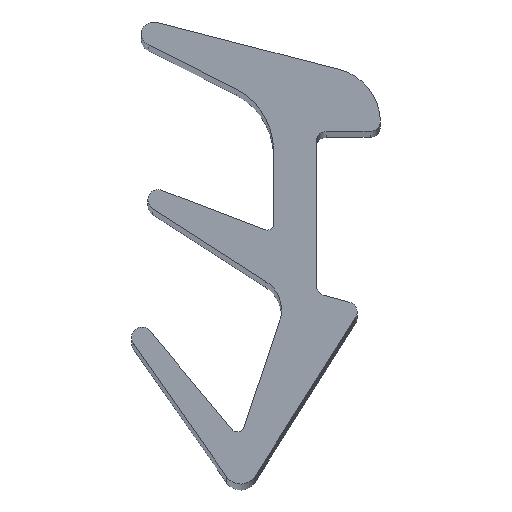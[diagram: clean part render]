
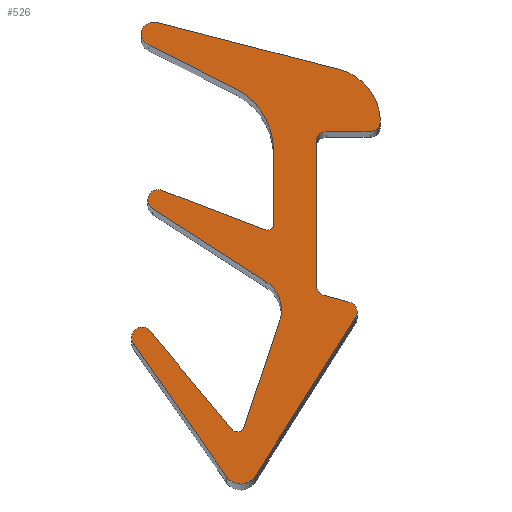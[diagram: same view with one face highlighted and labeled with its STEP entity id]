
A CAD part, top view. The second image highlights one B-rep face of the part: STEP entity #526.
In plain terms, the highlighted planar face has unit normal (0, 0, 1).
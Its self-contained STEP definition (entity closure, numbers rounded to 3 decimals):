
#20=CIRCLE('',#542,0.3);
#22=CIRCLE('',#546,0.5);
#24=CIRCLE('',#550,0.3);
#26=CIRCLE('',#554,0.3);
#28=CIRCLE('',#558,0.3);
#30=CIRCLE('',#562,0.3);
#32=CIRCLE('',#565,1.6);
#34=CIRCLE('',#569,0.35);
#36=CIRCLE('',#573,2.);
#38=CIRCLE('',#577,0.2);
#40=CIRCLE('',#581,0.3);
#42=CIRCLE('',#585,1.);
#44=CIRCLE('',#589,0.2);
#184=ORIENTED_EDGE('',*,*,#209,.T.);
#185=ORIENTED_EDGE('',*,*,#213,.T.);
#186=ORIENTED_EDGE('',*,*,#216,.T.);
#187=ORIENTED_EDGE('',*,*,#219,.T.);
#188=ORIENTED_EDGE('',*,*,#222,.T.);
#189=ORIENTED_EDGE('',*,*,#225,.T.);
#190=ORIENTED_EDGE('',*,*,#228,.T.);
#191=ORIENTED_EDGE('',*,*,#231,.F.);
#192=ORIENTED_EDGE('',*,*,#234,.T.);
#193=ORIENTED_EDGE('',*,*,#237,.F.);
#194=ORIENTED_EDGE('',*,*,#240,.T.);
#195=ORIENTED_EDGE('',*,*,#243,.T.);
#196=ORIENTED_EDGE('',*,*,#246,.T.);
#197=ORIENTED_EDGE('',*,*,#249,.T.);
#198=ORIENTED_EDGE('',*,*,#252,.T.);
#199=ORIENTED_EDGE('',*,*,#255,.T.);
#200=ORIENTED_EDGE('',*,*,#258,.F.);
#201=ORIENTED_EDGE('',*,*,#261,.T.);
#202=ORIENTED_EDGE('',*,*,#264,.F.);
#203=ORIENTED_EDGE('',*,*,#267,.T.);
#204=ORIENTED_EDGE('',*,*,#270,.T.);
#205=ORIENTED_EDGE('',*,*,#273,.T.);
#206=ORIENTED_EDGE('',*,*,#276,.F.);
#207=ORIENTED_EDGE('',*,*,#279,.T.);
#208=ORIENTED_EDGE('',*,*,#282,.F.);
#209=EDGE_CURVE('',#284,#285,#334,.T.);
#213=EDGE_CURVE('',#285,#288,#20,.T.);
#216=EDGE_CURVE('',#288,#290,#339,.T.);
#219=EDGE_CURVE('',#290,#292,#22,.T.);
#222=EDGE_CURVE('',#292,#294,#343,.T.);
#225=EDGE_CURVE('',#294,#296,#24,.T.);
#228=EDGE_CURVE('',#296,#298,#347,.T.);
#231=EDGE_CURVE('',#300,#298,#26,.T.);
#234=EDGE_CURVE('',#300,#302,#351,.T.);
#237=EDGE_CURVE('',#304,#302,#28,.T.);
#240=EDGE_CURVE('',#304,#306,#355,.T.);
#243=EDGE_CURVE('',#306,#308,#30,.T.);
#246=EDGE_CURVE('',#308,#310,#32,.T.);
#249=EDGE_CURVE('',#310,#312,#360,.T.);
#252=EDGE_CURVE('',#312,#314,#34,.T.);
#255=EDGE_CURVE('',#314,#316,#364,.T.);
#258=EDGE_CURVE('',#318,#316,#36,.T.);
#261=EDGE_CURVE('',#318,#320,#368,.T.);
#264=EDGE_CURVE('',#322,#320,#38,.T.);
#267=EDGE_CURVE('',#322,#324,#372,.T.);
#270=EDGE_CURVE('',#324,#326,#40,.T.);
#273=EDGE_CURVE('',#326,#328,#376,.T.);
#276=EDGE_CURVE('',#330,#328,#42,.T.);
#279=EDGE_CURVE('',#330,#332,#380,.T.);
#282=EDGE_CURVE('',#284,#332,#44,.T.);
#284=VERTEX_POINT('',#753);
#285=VERTEX_POINT('',#754);
#288=VERTEX_POINT('',#762);
#290=VERTEX_POINT('',#768);
#292=VERTEX_POINT('',#774);
#294=VERTEX_POINT('',#780);
#296=VERTEX_POINT('',#786);
#298=VERTEX_POINT('',#792);
#300=VERTEX_POINT('',#798);
#302=VERTEX_POINT('',#804);
#304=VERTEX_POINT('',#810);
#306=VERTEX_POINT('',#816);
#308=VERTEX_POINT('',#822);
#310=VERTEX_POINT('',#828);
#312=VERTEX_POINT('',#834);
#314=VERTEX_POINT('',#840);
#316=VERTEX_POINT('',#846);
#318=VERTEX_POINT('',#852);
#320=VERTEX_POINT('',#858);
#322=VERTEX_POINT('',#864);
#324=VERTEX_POINT('',#870);
#326=VERTEX_POINT('',#876);
#328=VERTEX_POINT('',#882);
#330=VERTEX_POINT('',#888);
#332=VERTEX_POINT('',#894);
#334=LINE('',#752,#383);
#339=LINE('',#767,#388);
#343=LINE('',#779,#392);
#347=LINE('',#791,#396);
#351=LINE('',#803,#400);
#355=LINE('',#815,#404);
#360=LINE('',#833,#409);
#364=LINE('',#845,#413);
#368=LINE('',#857,#417);
#372=LINE('',#869,#421);
#376=LINE('',#881,#425);
#380=LINE('',#893,#429);
#383=VECTOR('',#597,1000.);
#388=VECTOR('',#610,1000.);
#392=VECTOR('',#622,1000.);
#396=VECTOR('',#634,1000.);
#400=VECTOR('',#646,1000.);
#404=VECTOR('',#658,1000.);
#409=VECTOR('',#677,1000.);
#413=VECTOR('',#689,1000.);
#417=VECTOR('',#701,1000.);
#421=VECTOR('',#713,1000.);
#425=VECTOR('',#725,1000.);
#429=VECTOR('',#737,1000.);
#458=EDGE_LOOP('',(#184,#185,#186,#187,#188,#189,#190,#191,#192,#193,#194,
#195,#196,#197,#198,#199,#200,#201,#202,#203,#204,#205,#206,#207,#208));
#485=FACE_BOUND('',#458,.T.);
#499=PLANE('',#592);
#526=ADVANCED_FACE('',(#485),#499,.T.);
#542=AXIS2_PLACEMENT_3D('',#761,#603,#604);
#546=AXIS2_PLACEMENT_3D('',#773,#615,#616);
#550=AXIS2_PLACEMENT_3D('',#785,#627,#628);
#554=AXIS2_PLACEMENT_3D('',#797,#639,#640);
#558=AXIS2_PLACEMENT_3D('',#809,#651,#652);
#562=AXIS2_PLACEMENT_3D('',#821,#663,#664);
#565=AXIS2_PLACEMENT_3D('',#827,#670,#671);
#569=AXIS2_PLACEMENT_3D('',#839,#682,#683);
#573=AXIS2_PLACEMENT_3D('',#851,#694,#695);
#577=AXIS2_PLACEMENT_3D('',#863,#706,#707);
#581=AXIS2_PLACEMENT_3D('',#875,#718,#719);
#585=AXIS2_PLACEMENT_3D('',#887,#730,#731);
#589=AXIS2_PLACEMENT_3D('',#899,#742,#743);
#592=AXIS2_PLACEMENT_3D('',#902,#748,#749);
#597=DIRECTION('',(-0.64,0.769,0.));
#603=DIRECTION('',(0.,0.,1.));
#604=DIRECTION('',(1.,0.,0.));
#610=DIRECTION('',(0.572,-0.82,0.));
#615=DIRECTION('',(0.,0.,1.));
#616=DIRECTION('',(1.,0.,0.));
#622=DIRECTION('',(0.535,0.845,0.));
#627=DIRECTION('',(0.,0.,1.));
#628=DIRECTION('',(1.,0.,0.));
#634=DIRECTION('',(-0.963,0.268,0.));
#639=DIRECTION('',(0.,0.,1.));
#640=DIRECTION('',(1.,0.,0.));
#646=DIRECTION('',(0.,1.,0.));
#651=DIRECTION('',(0.,0.,1.));
#652=DIRECTION('',(1.,0.,0.));
#658=DIRECTION('',(1.,0.,0.));
#663=DIRECTION('',(0.,0.,1.));
#664=DIRECTION('',(1.,0.,0.));
#670=DIRECTION('',(0.,0.,1.));
#671=DIRECTION('',(1.,0.,0.));
#677=DIRECTION('',(-0.968,0.249,0.));
#682=DIRECTION('',(0.,0.,1.));
#683=DIRECTION('',(1.,0.,0.));
#689=DIRECTION('',(0.892,-0.452,0.));
#694=DIRECTION('',(0.,0.,1.));
#695=DIRECTION('',(1.,0.,0.));
#701=DIRECTION('',(0.,-1.,0.));
#706=DIRECTION('',(0.,0.,1.));
#707=DIRECTION('',(1.,0.,0.));
#713=DIRECTION('',(-0.934,0.357,0.));
#718=DIRECTION('',(0.,0.,1.));
#719=DIRECTION('',(1.,0.,0.));
#725=DIRECTION('',(0.841,-0.541,0.));
#730=DIRECTION('',(0.,0.,1.));
#731=DIRECTION('',(1.,0.,0.));
#737=DIRECTION('',(-0.32,-0.947,0.));
#742=DIRECTION('',(0.,0.,1.));
#743=DIRECTION('',(1.,0.,0.));
#748=DIRECTION('',(0.,0.,1.));
#749=DIRECTION('',(1.,0.,0.));
#752=CARTESIAN_POINT('',(-0.254,1.092,0.));
#753=CARTESIAN_POINT('',(-0.254,1.092,0.));
#754=CARTESIAN_POINT('',(-2.658,3.98,0.));
#761=CARTESIAN_POINT('',(-2.888,3.788,0.));
#762=CARTESIAN_POINT('',(-3.134,3.616,0.));
#767=CARTESIAN_POINT('',(-3.134,3.616,0.));
#768=CARTESIAN_POINT('',(-0.401,-0.298,0.));
#773=CARTESIAN_POINT('',(0.,0.,0.));
#774=CARTESIAN_POINT('',(0.422,-0.268,0.));
#779=CARTESIAN_POINT('',(0.422,-0.268,0.));
#780=CARTESIAN_POINT('',(3.353,4.359,0.));
#785=CARTESIAN_POINT('',(3.1,4.52,0.));
#786=CARTESIAN_POINT('',(3.181,4.809,0.));
#791=CARTESIAN_POINT('',(3.181,4.809,0.));
#792=CARTESIAN_POINT('',(2.419,5.021,0.));
#797=CARTESIAN_POINT('',(2.5,5.31,0.));
#798=CARTESIAN_POINT('',(2.2,5.31,0.));
#803=CARTESIAN_POINT('',(2.2,5.31,0.));
#804=CARTESIAN_POINT('',(2.2,9.5,0.));
#809=CARTESIAN_POINT('',(2.5,9.5,0.));
#810=CARTESIAN_POINT('',(2.5,9.8,0.));
#815=CARTESIAN_POINT('',(2.5,9.8,0.));
#816=CARTESIAN_POINT('',(3.781,9.8,0.));
#821=CARTESIAN_POINT('',(3.781,10.1,0.));
#822=CARTESIAN_POINT('',(4.081,10.108,0.));
#827=CARTESIAN_POINT('',(2.481,10.063,0.));
#828=CARTESIAN_POINT('',(2.881,11.613,0.));
#833=CARTESIAN_POINT('',(2.881,11.613,0.));
#834=CARTESIAN_POINT('',(-2.463,12.989,0.));
#839=CARTESIAN_POINT('',(-2.55,12.65,0.));
#840=CARTESIAN_POINT('',(-2.708,12.338,0.));
#845=CARTESIAN_POINT('',(-2.708,12.338,0.));
#846=CARTESIAN_POINT('',(-0.136,11.034,0.));
#851=CARTESIAN_POINT('',(-1.04,9.25,0.));
#852=CARTESIAN_POINT('',(0.96,9.25,0.));
#857=CARTESIAN_POINT('',(0.96,9.25,0.));
#858=CARTESIAN_POINT('',(0.96,7.058,0.));
#863=CARTESIAN_POINT('',(0.77,7.12,0.));
#864=CARTESIAN_POINT('',(0.699,6.933,0.));
#869=CARTESIAN_POINT('',(0.699,6.933,0.));
#870=CARTESIAN_POINT('',(-2.303,8.08,0.));
#875=CARTESIAN_POINT('',(-2.41,7.8,0.));
#876=CARTESIAN_POINT('',(-2.572,7.548,0.));
#881=CARTESIAN_POINT('',(-2.572,7.548,0.));
#882=CARTESIAN_POINT('',(0.731,5.421,0.));
#887=CARTESIAN_POINT('',(0.19,4.58,0.));
#888=CARTESIAN_POINT('',(1.137,4.26,0.));
#893=CARTESIAN_POINT('',(1.137,4.26,0.));
#894=CARTESIAN_POINT('',(0.089,1.156,0.));
#899=CARTESIAN_POINT('',(-0.1,1.22,0.));
#902=CARTESIAN_POINT('',(-2.888,3.788,0.));
